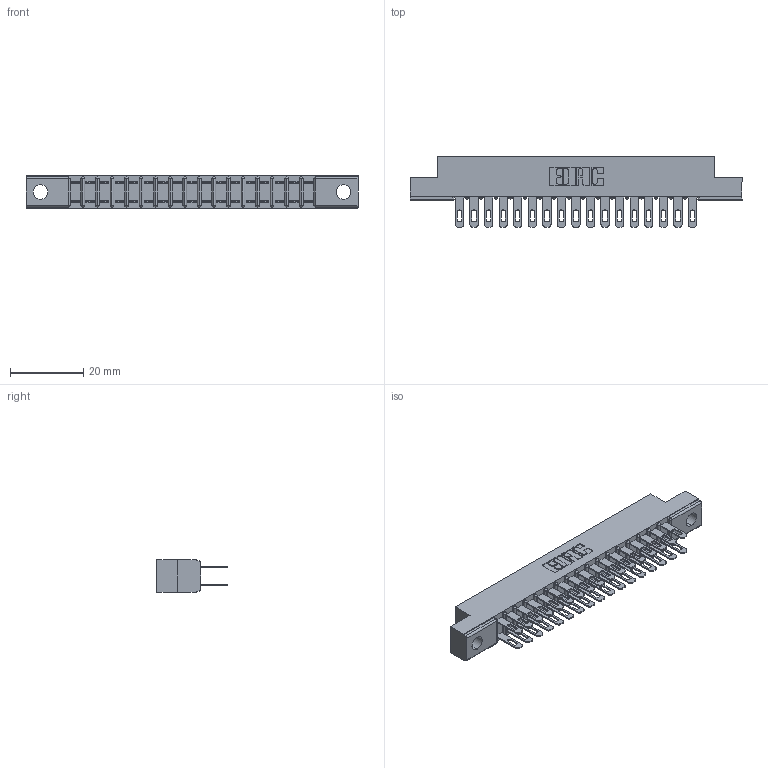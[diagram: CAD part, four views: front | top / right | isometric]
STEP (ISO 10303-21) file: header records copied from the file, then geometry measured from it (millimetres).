
FILE_DESCRIPTION (( 'STEP AP203' ), '1' );
FILE_NAME ('307-034-500-202.STEP', '2019-09-06T02:08:47', ( '' ), ( '' ), 'SwSTEP 2.0', 'SolidWorks 2016', '' );
FILE_SCHEMA (( 'CONFIG_CONTROL_DESIGN' ));
Length unit declared in the file: inch
Products named in the file (3): 307 Part_.128 Dia Mounting Holes; 307-034-500-202; 307-290-001_500
Assembly tree (35 placements, depth 2):
  307-034-500-202
    307 Part_.128 Dia Mounting Holes
    307-290-001_500  x34
Bounding box: 90.37 x 19.18 x 8.71 mm (x, y, z)
Volume: 5921.5 mm3; surface area: 10585.3 mm2
Topology: 35 solids, 35 shells, 1700 faces, 4743 edges, 3066 vertices
Faces by surface type: plane 1090, cylinder 574, sphere 36
Entity records: 18176 total; most frequent: CARTESIAN_POINT 2977, ORIENTED_EDGE 2946, DIRECTION 2929, EDGE_CURVE 1473, VECTOR 1117, LINE 1117, VERTEX_POINT 954, AXIS2_PLACEMENT_3D 906
